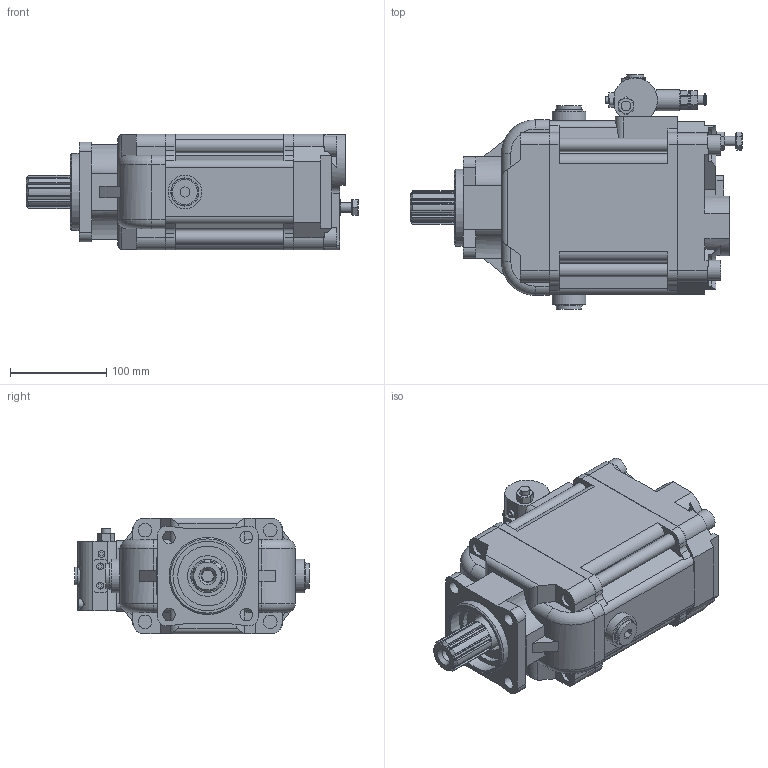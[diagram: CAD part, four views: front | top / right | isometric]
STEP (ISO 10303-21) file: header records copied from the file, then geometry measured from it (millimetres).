
FILE_DESCRIPTION( ( 'STEP AP214' ), ' ' );
FILE_NAME( 'V60N-090 LDY.-1-0-03-LSNR-2-...stp', '2018-01-16T15:55:13', ( '' ), ( '' ), ' ', 'PARTsolutions', ' ' );
FILE_SCHEMA( ( 'AUTOMOTIVE_DESIGN { 1 0 10303 214 1 1 1 1 }' ) );
Length unit declared in the file: millimetre
Products named in the file (18): 10868895 HAWE V60N -090 L DY -1... / ... -2; _HAWE V60N -090 L DY -1... / ... -2; _HAWE M14x190; _HAWE Mittelgehaeuse V60N LV; _HAWE G1/2 DR 28.7x2.5_1; _HAWE LSNR-Reglerblock 79-42149; _HAWE Schraube 79-41964 DR, Mut-6-kt; _HAWE Schraube 79-41966 DR, Mut-6-kt; _HAWE KD-Ring 1/4 79-93889; _HAWE DIN 908 G1/4; _HAWE ZylSc DIN4762 M6x45; _HAWE Mutter-Stiftschraube M10; _HAWE Verschlussplatte 79-42145; _HAWE ZylSc DIN4762 M4x12_2a; _HAWE M4x10; _HAWE Frontgehaeuse Y (79 40360); _HAWE Zahnwelle D (DU) 79 40503; _HAWE Drosselschr-SLBM M10
Assembly tree (23 placements, depth 2):
  10868895 HAWE V60N -090 L DY -1... / ... -2
    _HAWE V60N -090 L DY -1... / ... -2
    _HAWE M14x190  x4
    _HAWE Mittelgehaeuse V60N LV
    _HAWE G1/2 DR 28.7x2.5_1  x2
    _HAWE LSNR-Reglerblock 79-42149
    _HAWE Schraube 79-41964 DR, Mut-6-kt
    _HAWE Schraube 79-41966 DR, Mut-6-kt
    _HAWE KD-Ring 1/4 79-93889
    _HAWE DIN 908 G1/4
    _HAWE ZylSc DIN4762 M6x45  x2
    _HAWE Mutter-Stiftschraube M10
    _HAWE Verschlussplatte 79-42145
    _HAWE ZylSc DIN4762 M4x12_2a  x2
    _HAWE M4x10
    _HAWE Frontgehaeuse Y (79 40360)
    _HAWE Zahnwelle D (DU) 79 40503
    _HAWE Drosselschr-SLBM M10
Bounding box: 344.25 x 243.44 x 120 mm (x, y, z)
Volume: 3613774 mm3; surface area: 472783.8 mm2
Topology: 23 solids, 23 shells, 879 faces, 2032 edges, 1318 vertices
Faces by surface type: plane 496, cylinder 292, cone 83, torus 8
Full cylindrical faces by diameter (mm): 2.6 x1, 2.8 x4, 3 x2, 3.5 x2, 4 x6, 4.4 x2, 5.5 x1, 6 x6, 6.4 x2, 6.5 x1, 6.8 x1, 7 x9, 7.98 x1, 8 x5, 9 x3, 9.5 x1, 10 x9, 11 x3, 12 x2, 13 x6, 13.16 x3, 13.5 x3, 14 x8, 14.5 x12, 15 x2, 15.6 x1, 18 x5, 19 x1, 20 x2, 20.96 x2
Entity records: 30511 total; most frequent: CARTESIAN_POINT 5695, DIRECTION 3832, ORIENTED_EDGE 3412, EDGE_CURVE 1706, AXIS2_PLACEMENT_3D 1507, VERTEX_POINT 1197, EDGE_LOOP 1135, FACE_OUTER_BOUND 941
